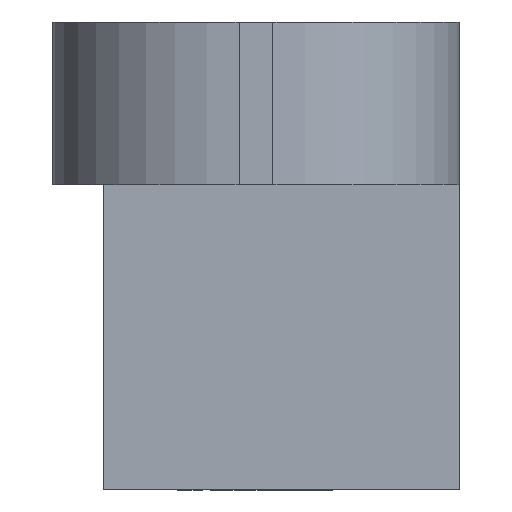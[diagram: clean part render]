
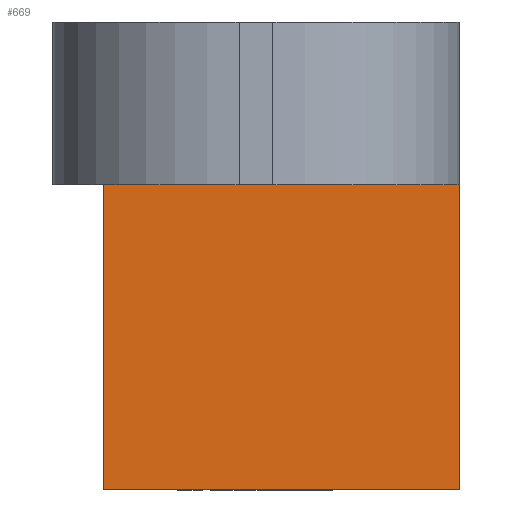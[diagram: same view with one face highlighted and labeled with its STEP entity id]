
A CAD part, front view. The second image highlights one B-rep face of the part: STEP entity #669.
In plain terms, the highlighted planar face has unit normal (0, -1, 0).
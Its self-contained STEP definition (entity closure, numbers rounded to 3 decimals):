
#147 = PLANE('',#148);
#148 = AXIS2_PLACEMENT_3D('',#149,#150,#151);
#149 = CARTESIAN_POINT('',(0.464,33.758,-1.225
    ));
#150 = DIRECTION('',(0.,0.,-1.));
#151 = DIRECTION('',(-1.,0.,0.));
#289 = VERTEX_POINT('',#290);
#290 = CARTESIAN_POINT('',(5.985,27.28,-1.225
    ));
#304 = PLANE('',#305);
#305 = AXIS2_PLACEMENT_3D('',#306,#307,#308);
#306 = CARTESIAN_POINT('',(5.985,32.53,3.275)
  );
#307 = DIRECTION('',(1.,0.,0.));
#308 = DIRECTION('',(0.,0.,1.));
#316 = EDGE_CURVE('',#317,#289,#319,.T.);
#317 = VERTEX_POINT('',#318);
#318 = CARTESIAN_POINT('',(-4.515,27.28,
    -1.225));
#319 = SURFACE_CURVE('',#320,(#324,#331),.PCURVE_S1.);
#320 = LINE('',#321,#322);
#321 = CARTESIAN_POINT('',(3.769,27.28,-1.225
    ));
#322 = VECTOR('',#323,1.);
#323 = DIRECTION('',(1.,0.,0.));
#324 = PCURVE('',#147,#325);
#325 = DEFINITIONAL_REPRESENTATION('',(#326),#330);
#326 = LINE('',#327,#328);
#327 = CARTESIAN_POINT('',(-3.305,-6.479));
#328 = VECTOR('',#329,1.);
#329 = DIRECTION('',(-1.,-0.));
#330 = ( GEOMETRIC_REPRESENTATION_CONTEXT(2) 
PARAMETRIC_REPRESENTATION_CONTEXT() REPRESENTATION_CONTEXT('2D SPACE',''
  ) );
#331 = PCURVE('',#332,#337);
#332 = PLANE('',#333);
#333 = AXIS2_PLACEMENT_3D('',#334,#335,#336);
#334 = CARTESIAN_POINT('',(0.735,27.28,3.275)
  );
#335 = DIRECTION('',(0.,-1.,0.));
#336 = DIRECTION('',(0.,0.,1.));
#337 = DEFINITIONAL_REPRESENTATION('',(#338),#342);
#338 = LINE('',#339,#340);
#339 = CARTESIAN_POINT('',(-4.5,-3.034));
#340 = VECTOR('',#341,1.);
#341 = DIRECTION('',(0.,-1.));
#342 = ( GEOMETRIC_REPRESENTATION_CONTEXT(2) 
PARAMETRIC_REPRESENTATION_CONTEXT() REPRESENTATION_CONTEXT('2D SPACE',''
  ) );
#358 = PLANE('',#359);
#359 = AXIS2_PLACEMENT_3D('',#360,#361,#362);
#360 = CARTESIAN_POINT('',(-4.515,32.53,3.275
    ));
#361 = DIRECTION('',(-1.,0.,0.));
#362 = DIRECTION('',(0.,0.,-1.));
#426 = PLANE('',#427);
#427 = AXIS2_PLACEMENT_3D('',#428,#429,#430);
#428 = CARTESIAN_POINT('',(-0.17,26.288,7.775)
  );
#429 = DIRECTION('',(0.,0.,-1.));
#430 = DIRECTION('',(0.,1.,0.));
#625 = VERTEX_POINT('',#626);
#626 = CARTESIAN_POINT('',(5.985,27.28,7.775)
  );
#647 = EDGE_CURVE('',#625,#289,#648,.T.);
#648 = SURFACE_CURVE('',#649,(#653,#660),.PCURVE_S1.);
#649 = LINE('',#650,#651);
#650 = CARTESIAN_POINT('',(5.985,27.28,7.775)
  );
#651 = VECTOR('',#652,1.);
#652 = DIRECTION('',(0.,0.,-1.));
#653 = PCURVE('',#304,#654);
#654 = DEFINITIONAL_REPRESENTATION('',(#655),#659);
#655 = LINE('',#656,#657);
#656 = CARTESIAN_POINT('',(4.5,5.25));
#657 = VECTOR('',#658,1.);
#658 = DIRECTION('',(-1.,0.));
#659 = ( GEOMETRIC_REPRESENTATION_CONTEXT(2) 
PARAMETRIC_REPRESENTATION_CONTEXT() REPRESENTATION_CONTEXT('2D SPACE',''
  ) );
#660 = PCURVE('',#332,#661);
#661 = DEFINITIONAL_REPRESENTATION('',(#662),#666);
#662 = LINE('',#663,#664);
#663 = CARTESIAN_POINT('',(4.5,-5.25));
#664 = VECTOR('',#665,1.);
#665 = DIRECTION('',(-1.,-0.));
#666 = ( GEOMETRIC_REPRESENTATION_CONTEXT(2) 
PARAMETRIC_REPRESENTATION_CONTEXT() REPRESENTATION_CONTEXT('2D SPACE',''
  ) );
#669 = ADVANCED_FACE('',(#670),#332,.T.);
#670 = FACE_BOUND('',#671,.T.);
#671 = EDGE_LOOP('',(#672,#695,#696,#697));
#672 = ORIENTED_EDGE('',*,*,#673,.F.);
#673 = EDGE_CURVE('',#317,#674,#676,.T.);
#674 = VERTEX_POINT('',#675);
#675 = CARTESIAN_POINT('',(-4.515,27.28,7.775
    ));
#676 = SURFACE_CURVE('',#677,(#681,#688),.PCURVE_S1.);
#677 = LINE('',#678,#679);
#678 = CARTESIAN_POINT('',(-4.515,27.28,4.788
    ));
#679 = VECTOR('',#680,1.);
#680 = DIRECTION('',(0.,0.,1.));
#681 = PCURVE('',#332,#682);
#682 = DEFINITIONAL_REPRESENTATION('',(#683),#687);
#683 = LINE('',#684,#685);
#684 = CARTESIAN_POINT('',(1.513,5.25));
#685 = VECTOR('',#686,1.);
#686 = DIRECTION('',(1.,0.));
#687 = ( GEOMETRIC_REPRESENTATION_CONTEXT(2) 
PARAMETRIC_REPRESENTATION_CONTEXT() REPRESENTATION_CONTEXT('2D SPACE',''
  ) );
#688 = PCURVE('',#358,#689);
#689 = DEFINITIONAL_REPRESENTATION('',(#690),#694);
#690 = LINE('',#691,#692);
#691 = CARTESIAN_POINT('',(-1.513,5.25));
#692 = VECTOR('',#693,1.);
#693 = DIRECTION('',(-1.,0.));
#694 = ( GEOMETRIC_REPRESENTATION_CONTEXT(2) 
PARAMETRIC_REPRESENTATION_CONTEXT() REPRESENTATION_CONTEXT('2D SPACE',''
  ) );
#695 = ORIENTED_EDGE('',*,*,#316,.T.);
#696 = ORIENTED_EDGE('',*,*,#647,.F.);
#697 = ORIENTED_EDGE('',*,*,#698,.T.);
#698 = EDGE_CURVE('',#625,#674,#699,.T.);
#699 = SURFACE_CURVE('',#700,(#704,#711),.PCURVE_S1.);
#700 = LINE('',#701,#702);
#701 = CARTESIAN_POINT('',(-4.231,27.28,7.775
    ));
#702 = VECTOR('',#703,1.);
#703 = DIRECTION('',(-1.,0.,0.));
#704 = PCURVE('',#332,#705);
#705 = DEFINITIONAL_REPRESENTATION('',(#706),#710);
#706 = LINE('',#707,#708);
#707 = CARTESIAN_POINT('',(4.5,4.966));
#708 = VECTOR('',#709,1.);
#709 = DIRECTION('',(0.,1.));
#710 = ( GEOMETRIC_REPRESENTATION_CONTEXT(2) 
PARAMETRIC_REPRESENTATION_CONTEXT() REPRESENTATION_CONTEXT('2D SPACE',''
  ) );
#711 = PCURVE('',#426,#712);
#712 = DEFINITIONAL_REPRESENTATION('',(#713),#717);
#713 = LINE('',#714,#715);
#714 = CARTESIAN_POINT('',(0.991,-4.061));
#715 = VECTOR('',#716,1.);
#716 = DIRECTION('',(-0.,-1.));
#717 = ( GEOMETRIC_REPRESENTATION_CONTEXT(2) 
PARAMETRIC_REPRESENTATION_CONTEXT() REPRESENTATION_CONTEXT('2D SPACE',''
  ) );
